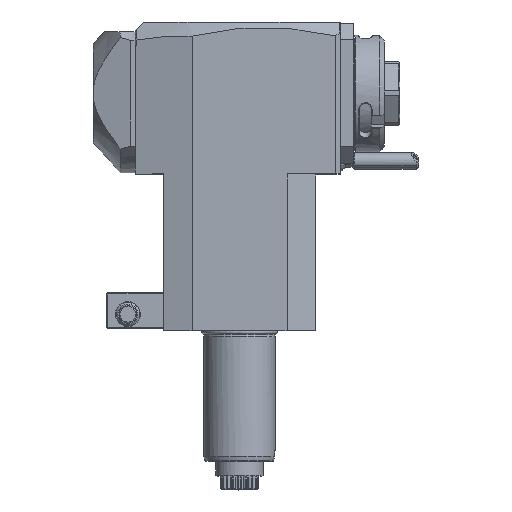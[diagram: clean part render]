
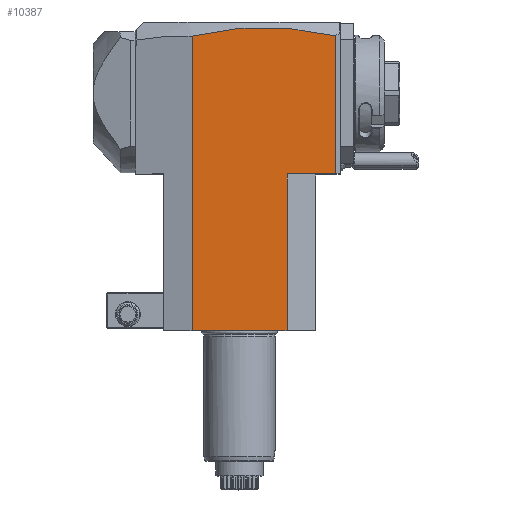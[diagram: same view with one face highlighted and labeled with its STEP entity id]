
A CAD part, top view. The second image highlights one B-rep face of the part: STEP entity #10387.
In plain terms, the highlighted planar face has unit normal (0, 0, 1).
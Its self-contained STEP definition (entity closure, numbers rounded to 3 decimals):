
#17=DIRECTION('',(-1.,0.,0.));
#18=VECTOR('',#17,40.);
#19=CARTESIAN_POINT('',(20.,0.,32.));
#20=LINE('',#19,#18);
#189=DIRECTION('',(-1.,0.,0.));
#190=VECTOR('',#189,20.5);
#191=CARTESIAN_POINT('',(40.5,66.,32.));
#192=LINE('',#191,#190);
#193=CARTESIAN_POINT('',(40.5,124.133,32.));
#194=CARTESIAN_POINT('',(35.458,125.345,32.));
#195=CARTESIAN_POINT('',(25.373,127.145,32.));
#196=CARTESIAN_POINT('',(10.247,128.032,32.));
#197=CARTESIAN_POINT('',(-4.877,127.124,32.));
#198=CARTESIAN_POINT('',(-14.959,125.311,32.));
#199=CARTESIAN_POINT('',(-20.,124.092,32.));
#205=DIRECTION('',(0.,1.,0.));
#206=VECTOR('',#205,58.133);
#207=CARTESIAN_POINT('',(40.5,66.,32.));
#208=LINE('',#207,#206);
#432=DIRECTION('',(0.,-1.,0.));
#433=VECTOR('',#432,124.092);
#434=CARTESIAN_POINT('',(-20.,124.092,32.));
#435=LINE('',#434,#433);
#5214=DIRECTION('',(0.,1.,0.));
#5215=VECTOR('',#5214,66.);
#5216=CARTESIAN_POINT('',(20.,0.,32.));
#5217=LINE('',#5216,#5215);
#9566=VERTEX_POINT('',#193);
#9567=VERTEX_POINT('',#199);
#9942=CARTESIAN_POINT('',(40.5,66.,32.));
#9943=VERTEX_POINT('',#9942);
#9956=CARTESIAN_POINT('',(20.,0.,32.));
#9957=VERTEX_POINT('',#9956);
#9958=CARTESIAN_POINT('',(-20.,0.,32.));
#9959=VERTEX_POINT('',#9958);
#10288=CARTESIAN_POINT('',(20.,66.,32.));
#10289=VERTEX_POINT('',#10288);
#10370=CARTESIAN_POINT('',(-35.103,66.,32.));
#10371=DIRECTION('',(0.,0.,1.));
#10372=DIRECTION('',(1.,0.,0.));
#10373=AXIS2_PLACEMENT_3D('',#10370,#10371,#10372);
#10374=PLANE('',#10373);
#10376=ORIENTED_EDGE('',*,*,#10375,.F.);
#10377=ORIENTED_EDGE('',*,*,#10352,.T.);
#10379=ORIENTED_EDGE('',*,*,#10378,.F.);
#10380=ORIENTED_EDGE('',*,*,#10305,.T.);
#10382=ORIENTED_EDGE('',*,*,#10381,.F.);
#10384=ORIENTED_EDGE('',*,*,#10383,.F.);
#10385=EDGE_LOOP('',(#10376,#10377,#10379,#10380,#10382,#10384));
#10386=FACE_OUTER_BOUND('',#10385,.F.);
#200=B_SPLINE_CURVE_WITH_KNOTS('',3,(#193,#194,#195,#196,#197,#198,#199),
.UNSPECIFIED.,.F.,.F.,(4,1,1,1,4),(0.,0.25,0.5,0.75,1.),
.UNSPECIFIED.);
#10305=EDGE_CURVE('',#9957,#9959,#20,.T.);
#10352=EDGE_CURVE('',#9943,#10289,#192,.T.);
#10375=EDGE_CURVE('',#9943,#9566,#208,.T.);
#10378=EDGE_CURVE('',#9957,#10289,#5217,.T.);
#10381=EDGE_CURVE('',#9567,#9959,#435,.T.);
#10383=EDGE_CURVE('',#9566,#9567,#200,.T.);
#10387=ADVANCED_FACE('',(#10386),#10374,.T.);
